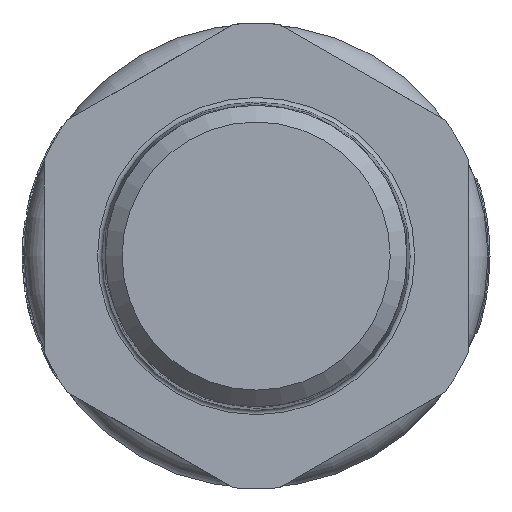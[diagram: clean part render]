
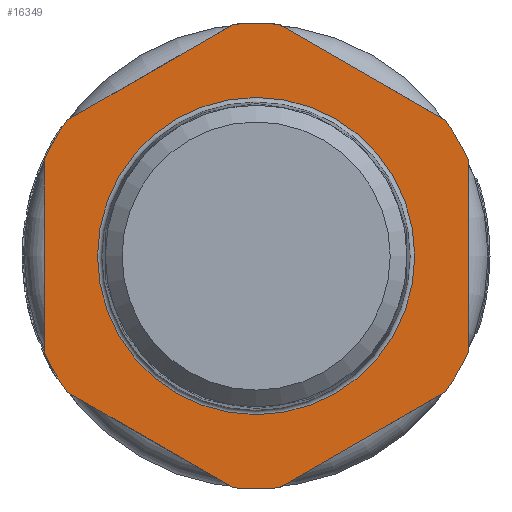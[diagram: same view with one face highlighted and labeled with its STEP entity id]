
A CAD part, left-side view. The second image highlights one B-rep face of the part: STEP entity #16349.
In plain terms, the highlighted planar face has unit normal (-1, 0, 0).
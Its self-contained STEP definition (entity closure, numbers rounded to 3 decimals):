
#451=FACE_BOUND('',#4641,.T.);
#2134=LINE('',#34164,#2855);
#2135=LINE('',#34168,#2856);
#2136=LINE('',#34172,#2857);
#2137=LINE('',#34176,#2858);
#2138=LINE('',#34180,#2859);
#2139=LINE('',#34184,#2860);
#2855=VECTOR('',#21310,10.);
#2856=VECTOR('',#21313,10.);
#2857=VECTOR('',#21316,10.);
#2858=VECTOR('',#21319,10.);
#2859=VECTOR('',#21322,10.);
#2860=VECTOR('',#21325,10.);
#3768=FACE_OUTER_BOUND('',#4640,.T.);
#4640=EDGE_LOOP('',(#14262,#14263,#14264,#14265,#14266,#14267,#14268,#14269,
#14270,#14271,#14272,#14273));
#4641=EDGE_LOOP('',(#14274,#14275));
#5412=CIRCLE('',#17775,17.2);
#5413=CIRCLE('',#17776,17.2);
#5417=CIRCLE('',#17782,25.25);
#5418=CIRCLE('',#17783,25.25);
#5419=CIRCLE('',#17784,25.25);
#5420=CIRCLE('',#17785,25.25);
#5421=CIRCLE('',#17786,25.25);
#5422=CIRCLE('',#17787,25.25);
#7075=VERTEX_POINT('',#34149);
#7076=VERTEX_POINT('',#34151);
#7079=VERTEX_POINT('',#34162);
#7080=VERTEX_POINT('',#34163);
#7081=VERTEX_POINT('',#34165);
#7082=VERTEX_POINT('',#34167);
#7083=VERTEX_POINT('',#34169);
#7084=VERTEX_POINT('',#34171);
#7085=VERTEX_POINT('',#34173);
#7086=VERTEX_POINT('',#34175);
#7087=VERTEX_POINT('',#34177);
#7088=VERTEX_POINT('',#34179);
#7089=VERTEX_POINT('',#34181);
#7090=VERTEX_POINT('',#34183);
#9481=EDGE_CURVE('',#7075,#7076,#5412,.T.);
#9482=EDGE_CURVE('',#7076,#7075,#5413,.T.);
#9487=EDGE_CURVE('',#7079,#7080,#2134,.T.);
#9488=EDGE_CURVE('',#7081,#7080,#5417,.T.);
#9489=EDGE_CURVE('',#7081,#7082,#2135,.T.);
#9490=EDGE_CURVE('',#7083,#7082,#5418,.T.);
#9491=EDGE_CURVE('',#7083,#7084,#2136,.T.);
#9492=EDGE_CURVE('',#7085,#7084,#5419,.T.);
#9493=EDGE_CURVE('',#7085,#7086,#2137,.T.);
#9494=EDGE_CURVE('',#7087,#7086,#5420,.T.);
#9495=EDGE_CURVE('',#7087,#7088,#2138,.T.);
#9496=EDGE_CURVE('',#7089,#7088,#5421,.T.);
#9497=EDGE_CURVE('',#7089,#7090,#2139,.T.);
#9498=EDGE_CURVE('',#7079,#7090,#5422,.T.);
#14262=ORIENTED_EDGE('',*,*,#9487,.T.);
#14263=ORIENTED_EDGE('',*,*,#9488,.F.);
#14264=ORIENTED_EDGE('',*,*,#9489,.T.);
#14265=ORIENTED_EDGE('',*,*,#9490,.F.);
#14266=ORIENTED_EDGE('',*,*,#9491,.T.);
#14267=ORIENTED_EDGE('',*,*,#9492,.F.);
#14268=ORIENTED_EDGE('',*,*,#9493,.T.);
#14269=ORIENTED_EDGE('',*,*,#9494,.F.);
#14270=ORIENTED_EDGE('',*,*,#9495,.T.);
#14271=ORIENTED_EDGE('',*,*,#9496,.F.);
#14272=ORIENTED_EDGE('',*,*,#9497,.T.);
#14273=ORIENTED_EDGE('',*,*,#9498,.F.);
#14274=ORIENTED_EDGE('',*,*,#9482,.F.);
#14275=ORIENTED_EDGE('',*,*,#9481,.F.);
#14722=PLANE('',#17781);
#16349=ADVANCED_FACE('',(#3768,#451),#14722,.T.);
#17775=AXIS2_PLACEMENT_3D('',#34152,#21295,#21296);
#17776=AXIS2_PLACEMENT_3D('',#34153,#21297,#21298);
#17781=AXIS2_PLACEMENT_3D('',#34161,#21308,#21309);
#17782=AXIS2_PLACEMENT_3D('',#34166,#21311,#21312);
#17783=AXIS2_PLACEMENT_3D('',#34170,#21314,#21315);
#17784=AXIS2_PLACEMENT_3D('',#34174,#21317,#21318);
#17785=AXIS2_PLACEMENT_3D('',#34178,#21320,#21321);
#17786=AXIS2_PLACEMENT_3D('',#34182,#21323,#21324);
#17787=AXIS2_PLACEMENT_3D('',#34185,#21326,#21327);
#21295=DIRECTION('center_axis',(-1.,0.,0.));
#21296=DIRECTION('ref_axis',(0.,0.,
1.));
#21297=DIRECTION('center_axis',(-1.,0.,0.));
#21298=DIRECTION('ref_axis',(0.,0.,
1.));
#21308=DIRECTION('center_axis',(-1.,0.,0.));
#21309=DIRECTION('ref_axis',(0.,0.,1.));
#21310=DIRECTION('',(0.,-0.866,0.5));
#21311=DIRECTION('center_axis',(1.,0.,0.));
#21312=DIRECTION('ref_axis',(0.,0.,-1.));
#21313=DIRECTION('',(0.,0.,1.));
#21314=DIRECTION('center_axis',(1.,0.,0.));
#21315=DIRECTION('ref_axis',(0.,0.,-1.));
#21316=DIRECTION('',(0.,0.866,0.5));
#21317=DIRECTION('center_axis',(1.,0.,0.));
#21318=DIRECTION('ref_axis',(0.,0.,-1.));
#21319=DIRECTION('',(0.,0.866,-0.5));
#21320=DIRECTION('center_axis',(1.,0.,0.));
#21321=DIRECTION('ref_axis',(0.,0.,-1.));
#21322=DIRECTION('',(0.,0.,-1.));
#21323=DIRECTION('center_axis',(1.,0.,0.));
#21324=DIRECTION('ref_axis',(0.,0.,-1.));
#21325=DIRECTION('',(0.,-0.866,-0.5));
#21326=DIRECTION('center_axis',(1.,0.,0.));
#21327=DIRECTION('ref_axis',(0.,0.,-1.));
#34149=CARTESIAN_POINT('',(-9.391,0.,17.2));
#34151=CARTESIAN_POINT('',(-9.391,0.,-17.2));
#34152=CARTESIAN_POINT('Origin',(-9.391,0.,
0.));
#34153=CARTESIAN_POINT('Origin',(-9.391,0.,
0.));
#34161=CARTESIAN_POINT('Origin',(-9.391,25.25,0.));
#34162=CARTESIAN_POINT('',(-9.391,-2.477,-25.128));
#34163=CARTESIAN_POINT('',(-9.391,-20.523,-14.709));
#34164=CARTESIAN_POINT('',(-9.391,2.48,-27.99));
#34165=CARTESIAN_POINT('',(-9.391,-23.,-10.419));
#34166=CARTESIAN_POINT('Origin',(-9.391,0.,
0.));
#34167=CARTESIAN_POINT('',(-9.391,-23.,10.419));
#34168=CARTESIAN_POINT('',(-9.391,-23.,-5.21));
#34169=CARTESIAN_POINT('',(-9.391,-20.523,14.709));
#34170=CARTESIAN_POINT('Origin',(-9.391,0.,
0.));
#34171=CARTESIAN_POINT('',(-9.391,-2.477,25.128));
#34172=CARTESIAN_POINT('',(-9.391,-6.543,22.781));
#34173=CARTESIAN_POINT('',(-9.391,2.477,25.128));
#34174=CARTESIAN_POINT('Origin',(-9.391,0.,
0.));
#34175=CARTESIAN_POINT('',(-9.391,20.523,14.709));
#34176=CARTESIAN_POINT('',(-9.391,16.457,17.057));
#34177=CARTESIAN_POINT('',(-9.391,23.,10.419));
#34178=CARTESIAN_POINT('Origin',(-9.391,0.,
0.));
#34179=CARTESIAN_POINT('',(-9.391,23.,-10.419));
#34180=CARTESIAN_POINT('',(-9.391,23.,5.21));
#34181=CARTESIAN_POINT('',(-9.391,20.523,-14.709));
#34182=CARTESIAN_POINT('Origin',(-9.391,0.,
0.));
#34183=CARTESIAN_POINT('',(-9.391,2.477,-25.128));
#34184=CARTESIAN_POINT('',(-9.391,25.48,-11.847));
#34185=CARTESIAN_POINT('Origin',(-9.391,0.,
0.));
